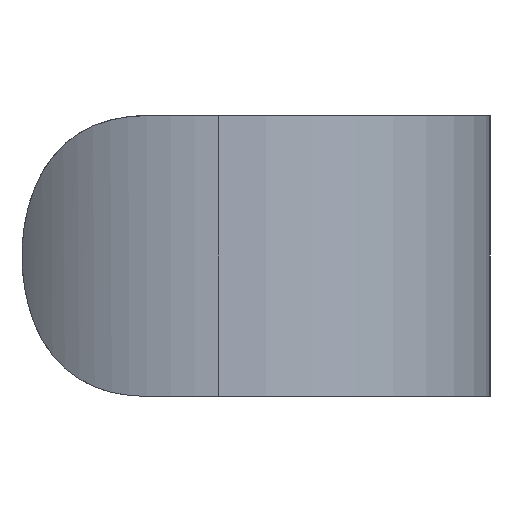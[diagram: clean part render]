
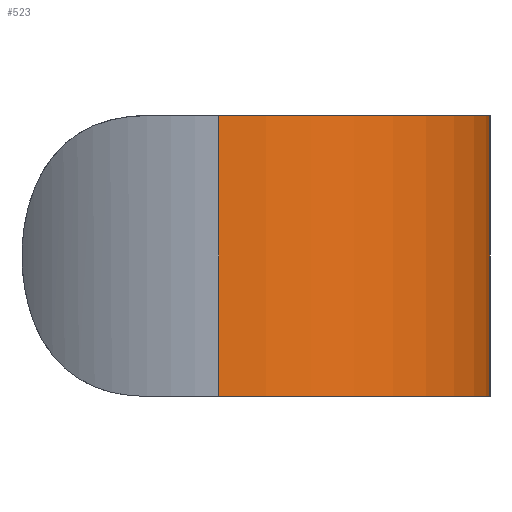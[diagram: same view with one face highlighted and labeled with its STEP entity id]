
A CAD part, left-side view. The second image highlights one B-rep face of the part: STEP entity #523.
In plain terms, the highlighted cylindrical face has radius 14.5 mm (diameter 29 mm), a partial arc.
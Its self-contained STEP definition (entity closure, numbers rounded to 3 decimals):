
#5 = CIRCLE ( 'NONE', #421, 14.5 ) ;
#30 = EDGE_CURVE ( 'NONE', #526, #105, #263, .T. ) ;
#68 = VECTOR ( 'NONE', #562, 1000. ) ;
#95 = EDGE_CURVE ( 'NONE', #255, #105, #5, .T. ) ;
#100 = DIRECTION ( 'NONE',  ( -1., 0., 0. ) ) ;
#105 = VERTEX_POINT ( 'NONE', #347 ) ;
#108 = DIRECTION ( 'NONE',  ( 0., 0., 1. ) ) ;
#144 = AXIS2_PLACEMENT_3D ( 'NONE', #531, #108, #218 ) ;
#163 = CARTESIAN_POINT ( 'NONE',  ( -51., -14.5, 15. ) ) ;
#167 = DIRECTION ( 'NONE',  ( 0., 0., 1. ) ) ;
#176 = AXIS2_PLACEMENT_3D ( 'NONE', #517, #519, #100 ) ;
#191 = CARTESIAN_POINT ( 'NONE',  ( -65.5, 0., 15. ) ) ;
#206 = ORIENTED_EDGE ( 'NONE', *, *, #599, .T. ) ;
#213 = ORIENTED_EDGE ( 'NONE', *, *, #95, .F. ) ;
#218 = DIRECTION ( 'NONE',  ( -1., 0., 0. ) ) ;
#227 = CARTESIAN_POINT ( 'NONE',  ( -51., 0., 15. ) ) ;
#238 = CARTESIAN_POINT ( 'NONE',  ( -65.5, 0., 0. ) ) ;
#255 = VERTEX_POINT ( 'NONE', #191 ) ;
#263 = LINE ( 'NONE', #163, #275 ) ;
#275 = VECTOR ( 'NONE', #167, 1000. ) ;
#289 = CARTESIAN_POINT ( 'NONE',  ( -51., -14.5, 0. ) ) ;
#291 = ORIENTED_EDGE ( 'NONE', *, *, #354, .T. ) ;
#329 = CYLINDRICAL_SURFACE ( 'NONE', #176, 14.5 ) ;
#334 = FACE_OUTER_BOUND ( 'NONE', #477, .T. ) ;
#347 = CARTESIAN_POINT ( 'NONE',  ( -51., -14.5, 15. ) ) ;
#354 = EDGE_CURVE ( 'NONE', #255, #382, #469, .T. ) ;
#382 = VERTEX_POINT ( 'NONE', #238 ) ;
#387 = DIRECTION ( 'NONE',  ( -1., 0., 0. ) ) ;
#406 = CIRCLE ( 'NONE', #144, 14.5 ) ;
#421 = AXIS2_PLACEMENT_3D ( 'NONE', #227, #593, #387 ) ;
#469 = LINE ( 'NONE', #501, #68 ) ;
#477 = EDGE_LOOP ( 'NONE', ( #213, #291, #206, #541 ) ) ;
#501 = CARTESIAN_POINT ( 'NONE',  ( -65.5, 0., 15. ) ) ;
#517 = CARTESIAN_POINT ( 'NONE',  ( -51., 0., 15. ) ) ;
#519 = DIRECTION ( 'NONE',  ( 0., 0., -1. ) ) ;
#523 = ADVANCED_FACE ( 'NONE', ( #334 ), #329, .T. ) ;
#526 = VERTEX_POINT ( 'NONE', #289 ) ;
#531 = CARTESIAN_POINT ( 'NONE',  ( -51., 0., 0. ) ) ;
#541 = ORIENTED_EDGE ( 'NONE', *, *, #30, .T. ) ;
#562 = DIRECTION ( 'NONE',  ( 0., 0., -1. ) ) ;
#593 = DIRECTION ( 'NONE',  ( 0., 0., 1. ) ) ;
#599 = EDGE_CURVE ( 'NONE', #382, #526, #406, .T. ) ;
